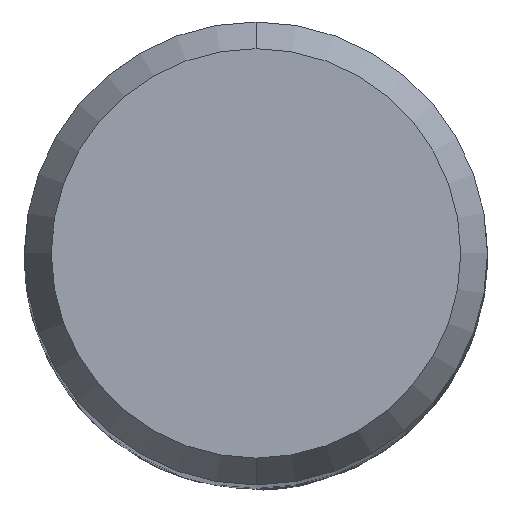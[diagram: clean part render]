
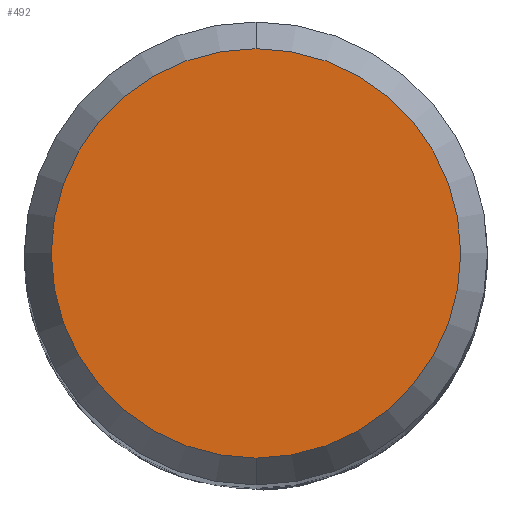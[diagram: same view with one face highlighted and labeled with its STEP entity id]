
A CAD part, top view. The second image highlights one B-rep face of the part: STEP entity #492.
In plain terms, the highlighted planar face has unit normal (0, 0, 1).
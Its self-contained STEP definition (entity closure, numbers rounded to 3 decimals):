
#492=ADVANCED_FACE('',(#1388),#1389,.T.);
#534=VERTEX_POINT('',#1434);
#664=EDGE_CURVE('',#534,#1314,#1576,.T.);
#994=EDGE_CURVE('',#1314,#534,#1940,.T.);
#1314=VERTEX_POINT('',#2284);
#1388=FACE_OUTER_BOUND('',#2663,.T.);
#1389=PLANE('',#2664);
#1434=CARTESIAN_POINT('',(0.0,4.423,0.0));
#1576=CIRCLE('',#4061,4.423);
#1940=CIRCLE('',#7356,4.423);
#2284=CARTESIAN_POINT('',(0.,-4.423,0.0));
#2663=EDGE_LOOP('',(#9760,#9761));
#2664=AXIS2_PLACEMENT_3D('',#9762,#9763,#9764);
#4061=AXIS2_PLACEMENT_3D('',#9937,#9938,#9939);
#7356=AXIS2_PLACEMENT_3D('',#10353,#10354,#10355);
#9760=ORIENTED_EDGE('',*,*,#664,.F.);
#9761=ORIENTED_EDGE('',*,*,#994,.F.);
#9762=CARTESIAN_POINT('',(0.0,2.211,0.0));
#9763=DIRECTION('',(-0.0,0.0,1.0));
#9764=DIRECTION('',(0.0,-1.0,0.0));
#9937=CARTESIAN_POINT('',(0.0,0.0,0.0));
#9938=DIRECTION('',(0.0,0.0,-1.0));
#9939=DIRECTION('',(0.0,1.0,0.0));
#10353=CARTESIAN_POINT('',(0.0,0.0,0.0));
#10354=DIRECTION('',(0.0,0.0,-1.0));
#10355=DIRECTION('',(0.0,1.0,0.0));
